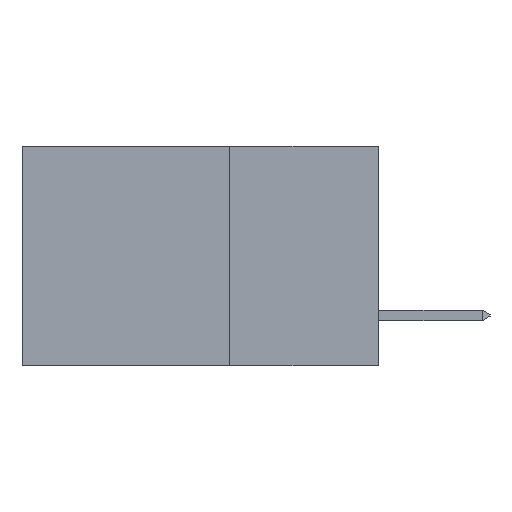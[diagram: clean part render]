
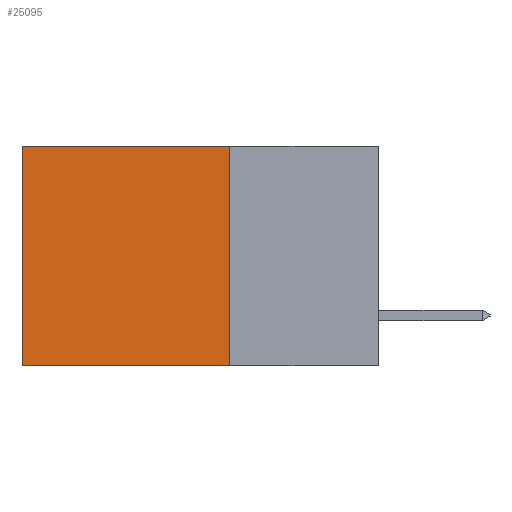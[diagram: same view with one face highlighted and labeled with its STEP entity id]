
A CAD part, left-side view. The second image highlights one B-rep face of the part: STEP entity #25095.
In plain terms, the highlighted planar face has unit normal (-1, 0, 0).
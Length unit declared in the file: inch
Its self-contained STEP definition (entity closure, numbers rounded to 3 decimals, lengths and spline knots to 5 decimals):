
#805 = AXIS2_PLACEMENT_3D ( 'NONE', #23901, #19857, #1605 ) ;
#1605 = DIRECTION ( 'NONE',  ( 0., 0., -1. ) ) ;
#1925 = VECTOR ( 'NONE', #23541, 39.37008 ) ;
#2280 = VECTOR ( 'NONE', #5221, 39.37008 ) ;
#2318 = LINE ( 'NONE', #5859, #17292 ) ;
#2462 = CARTESIAN_POINT ( 'NONE',  ( 0.2615, 0.25, 0. ) ) ;
#2480 = VERTEX_POINT ( 'NONE', #18025 ) ;
#3130 = CARTESIAN_POINT ( 'NONE',  ( 0.2615, 0.25, 0. ) ) ;
#3581 = CARTESIAN_POINT ( 'NONE',  ( 0.2615, 0.25, -0.37 ) ) ;
#4801 = CARTESIAN_POINT ( 'NONE',  ( 0.2615, 0.6, -0.37 ) ) ;
#5221 = DIRECTION ( 'NONE',  ( 0., 1., 0. ) ) ;
#5859 = CARTESIAN_POINT ( 'NONE',  ( 0.2615, 0.6, -0.37 ) ) ;
#7595 = DIRECTION ( 'NONE',  ( 0., 1., 0. ) ) ;
#8109 = ORIENTED_EDGE ( 'NONE', *, *, #13205, .F. ) ;
#9452 = CARTESIAN_POINT ( 'NONE',  ( 0.2615, 0.25, -0.37 ) ) ;
#9637 = VERTEX_POINT ( 'NONE', #2462 ) ;
#9964 = EDGE_LOOP ( 'NONE', ( #10880, #8109, #19117, #18093 ) ) ;
#10880 = ORIENTED_EDGE ( 'NONE', *, *, #21213, .T. ) ;
#11187 = EDGE_CURVE ( 'NONE', #9637, #2480, #18526, .T. ) ;
#11232 = VECTOR ( 'NONE', #7595, 39.37008 ) ;
#13205 = EDGE_CURVE ( 'NONE', #17382, #15374, #21933, .T. ) ;
#13912 = PLANE ( 'NONE',  #805 ) ;
#15374 = VERTEX_POINT ( 'NONE', #4801 ) ;
#17292 = VECTOR ( 'NONE', #17993, 39.37008 ) ;
#17382 = VERTEX_POINT ( 'NONE', #19486 ) ;
#17554 = LINE ( 'NONE', #9452, #1925 ) ;
#17993 = DIRECTION ( 'NONE',  ( 0., 0., -1. ) ) ;
#18025 = CARTESIAN_POINT ( 'NONE',  ( 0.2615, 0.6, 0. ) ) ;
#18093 = ORIENTED_EDGE ( 'NONE', *, *, #11187, .T. ) ;
#18526 = LINE ( 'NONE', #3130, #2280 ) ;
#19117 = ORIENTED_EDGE ( 'NONE', *, *, #22870, .F. ) ;
#19486 = CARTESIAN_POINT ( 'NONE',  ( 0.2615, 0.25, -0.37 ) ) ;
#19857 = DIRECTION ( 'NONE',  ( 1., 0., 0. ) ) ;
#21213 = EDGE_CURVE ( 'NONE', #2480, #15374, #2318, .T. ) ;
#21933 = LINE ( 'NONE', #3581, #11232 ) ;
#22870 = EDGE_CURVE ( 'NONE', #9637, #17382, #17554, .T. ) ;
#23541 = DIRECTION ( 'NONE',  ( 0., 0., -1. ) ) ;
#23901 = CARTESIAN_POINT ( 'NONE',  ( 0.2615, 0.25, -0.37 ) ) ;
#25095 = ADVANCED_FACE ( 'NONE', ( #26211 ), #13912, .F. ) ;
#26211 = FACE_OUTER_BOUND ( 'NONE', #9964, .T. ) ;
